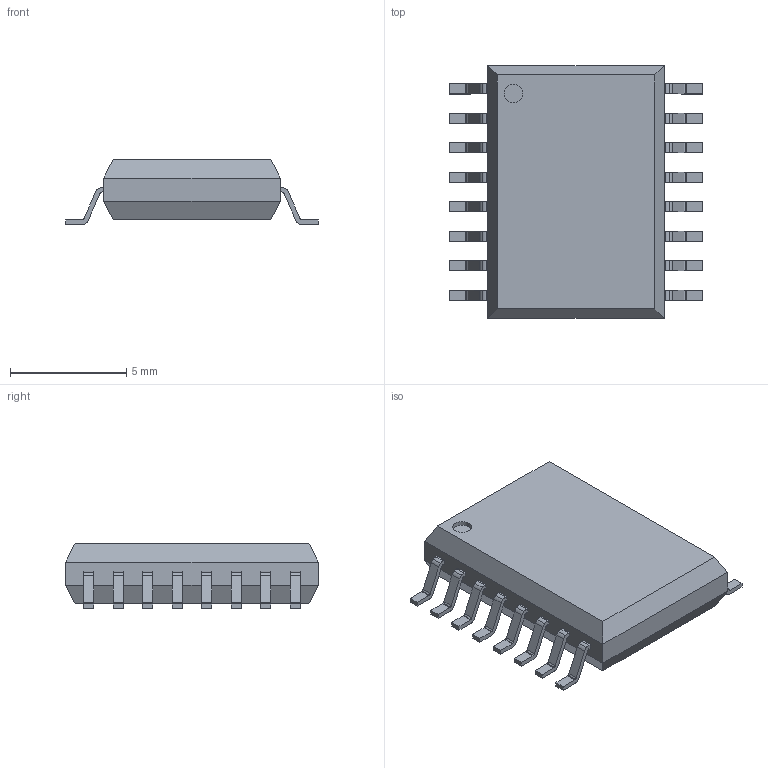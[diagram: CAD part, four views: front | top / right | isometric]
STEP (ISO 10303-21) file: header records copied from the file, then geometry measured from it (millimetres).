
FILE_DESCRIPTION(('STEP AP214'),'1');
FILE_NAME('SOIC16_Widebody.step','2022-05-25T19:19:44',(' '),(' '),'Spatial InterOp 3D',' ',' ');
FILE_SCHEMA(('AUTOMOTIVE_DESIGN { 1 0 10303 214 1 1 1 1 }'));
Length unit declared in the file: millimetre
Products named in the file (1): Volumenkörper
Bounding box: 10.9 x 10.88 x 2.8 mm (x, y, z)
Volume: 206.9 mm3; surface area: 289.2 mm2
Topology: 1 solids, 1 shells, 289 faces, 806 edges, 536 vertices
Faces by surface type: plane 159, cylinder 130
Entity records: 11553 total; most frequent: DIRECTION 1646, CARTESIAN_POINT 1632, ORIENTED_EDGE 1612, EDGE_CURVE 806, AXIS2_PLACEMENT_3D 550, LINE 546, VECTOR 546, VERTEX_POINT 536
